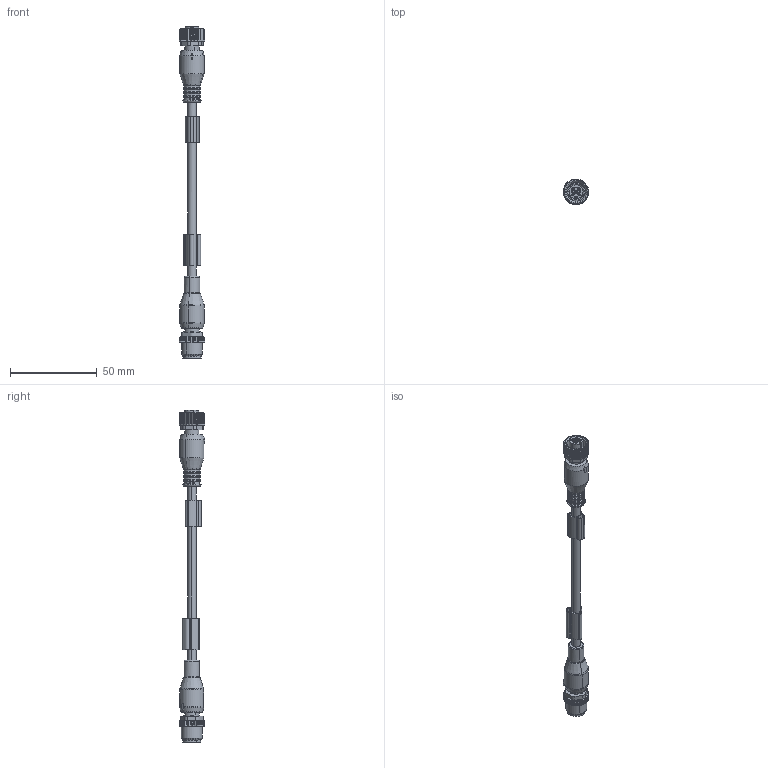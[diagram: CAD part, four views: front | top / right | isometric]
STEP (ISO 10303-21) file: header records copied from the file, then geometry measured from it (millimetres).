
FILE_DESCRIPTION(('CATIA V5 STEP Exchange','CAx-IF Rec.Pracs.--- Model Styling and Organization---1.5--- 2016-08-15','CAx-IF Rec.Pracs.---Supplemental Geometry---1.0---2011-11-01','CAx-IF Rec.Pracs.--- Composite Materials ---1.1---2010-07-15'),'2;1');
FILE_NAME ('1341517-2_0', '2025-03-31T11:55:59+00:00', ('none'), ('Weidmueller'), 'CATIA Version 5-6 Release 2022 SP4 HF5', 'CATIA V5 STEP AP214 v3', 'none');
FILE_SCHEMA(('AUTOMOTIVE_DESIGN { 1 0 10303 214 1 1 1 1 }'));
Length unit declared in the file: millimetre
Products named in the file (1): 2812570000
Bounding box: 14.6 x 14.8 x 191 mm (x, y, z)
Volume: 12035.5 mm3; surface area: 9908.7 mm2
Topology: 1 solids, 5 shells, 694 faces, 1871 edges, 1209 vertices
Faces by surface type: plane 348, cylinder 168, cone 99, torus 60, sphere 10, revolution 9
Entity records: 21963 total; most frequent: CARTESIAN_POINT 6449, ORIENTED_EDGE 3718, DIRECTION 2178, EDGE_CURVE 1859, VERTEX_POINT 1209, AXIS2_PLACEMENT_3D 972, EDGE_LOOP 736, VECTOR 727
